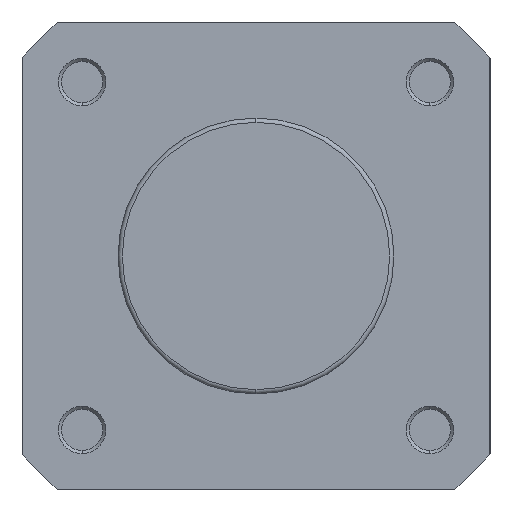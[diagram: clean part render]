
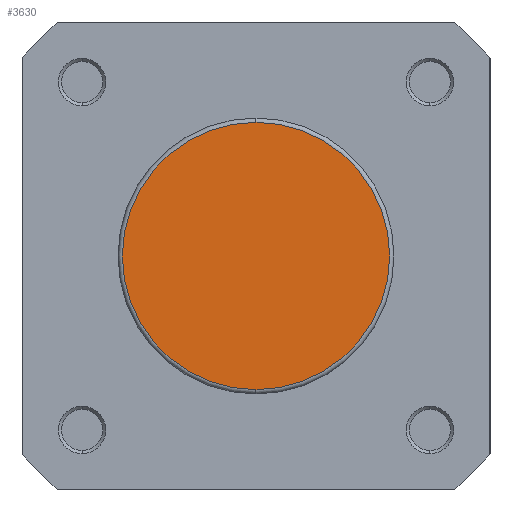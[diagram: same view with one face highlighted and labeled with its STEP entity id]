
A CAD part, left-side view. The second image highlights one B-rep face of the part: STEP entity #3630.
In plain terms, the highlighted planar face has unit normal (-1, 0, 0).
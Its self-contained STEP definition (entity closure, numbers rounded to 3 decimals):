
#122 = VERTEX_POINT ( 'NONE', #1678 ) ;
#123 = VERTEX_POINT ( 'NONE', #1682 ) ;
#1022 = DIRECTION ( 'NONE',  ( 0., 0., -1. ) ) ;
#1023 = DIRECTION ( 'NONE',  ( -1., 0., 0. ) ) ;
#1032 = CARTESIAN_POINT ( 'NONE',  ( 0., 0., 0. ) ) ;
#1527 = DIRECTION ( 'NONE',  ( -1., 0., 0. ) ) ;
#1528 = DIRECTION ( 'NONE',  ( 0., 0., -1. ) ) ;
#1542 = CARTESIAN_POINT ( 'NONE',  ( 0., 0., 0. ) ) ;
#1678 = CARTESIAN_POINT ( 'NONE',  ( 0., 0., -21.7 ) ) ;
#1682 = CARTESIAN_POINT ( 'NONE',  ( 0., 0., 21.7 ) ) ;
#1707 = EDGE_CURVE ( 'NONE', #123, #122, #3821, .T. ) ;
#2139 = AXIS2_PLACEMENT_3D ( 'NONE', #1542, #1527, #1528 ) ;
#2244 = AXIS2_PLACEMENT_3D ( 'NONE', #3246, #3250, #3251 ) ;
#2429 = AXIS2_PLACEMENT_3D ( 'NONE', #1032, #1023, #1022 ) ;
#3246 = CARTESIAN_POINT ( 'NONE',  ( 0., 22.4, 0. ) ) ;
#3247 = PLANE ( 'NONE',  #2244 ) ;
#3250 = DIRECTION ( 'NONE',  ( 1., 0., 0. ) ) ;
#3251 = DIRECTION ( 'NONE',  ( 0., 0., -1. ) ) ;
#3630 = ADVANCED_FACE ( 'NONE', ( #4369 ), #3247, .F. ) ;
#3821 = CIRCLE ( 'NONE', #2139, 21.7 ) ;
#4369 = FACE_OUTER_BOUND ( 'NONE', #5289, .T. ) ;
#4725 = CIRCLE ( 'NONE', #2429, 21.7 ) ;
#4794 = EDGE_CURVE ( 'NONE', #122, #123, #4725, .T. ) ;
#5289 = EDGE_LOOP ( 'NONE', ( #5543, #5542 ) ) ;
#5542 = ORIENTED_EDGE ( 'NONE', *, *, #1707, .T. ) ;
#5543 = ORIENTED_EDGE ( 'NONE', *, *, #4794, .T. ) ;
